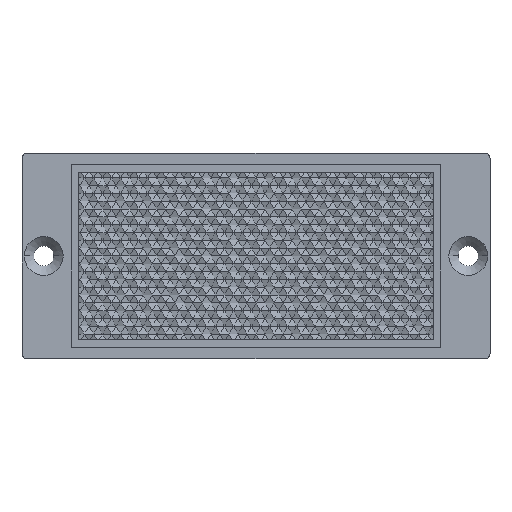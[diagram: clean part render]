
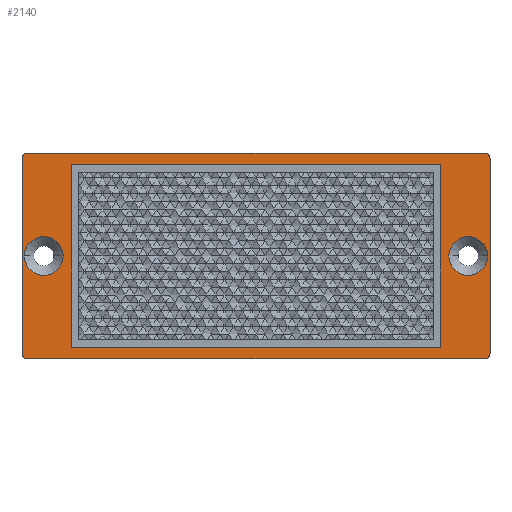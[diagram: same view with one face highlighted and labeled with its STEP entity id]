
A CAD part, top view. The second image highlights one B-rep face of the part: STEP entity #2140.
In plain terms, the highlighted planar face has unit normal (0, 0, 1).
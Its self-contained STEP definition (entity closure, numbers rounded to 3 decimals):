
#750=CARTESIAN_POINT('',(0.,0.,-1.97));
#760=DIRECTION('',(0.,0.,1.));
#770=DIRECTION('',(1.,0.,0.));
#780=AXIS2_PLACEMENT_3D('',#750,#760,#770);
#790=PLANE('',#780);
#800=CARTESIAN_POINT('',(0.,-24.5,-1.97));
#810=DIRECTION('',(-1.,0.,0.));
#820=VECTOR('',#810,1.);
#830=LINE('',#800,#820);
#840=CARTESIAN_POINT('',(49.68,-24.5,-1.97));
#850=VERTEX_POINT('',#840);
#860=CARTESIAN_POINT('',(-49.68,-24.5,-1.97));
#870=VERTEX_POINT('',#860);
#880=EDGE_CURVE('',#850,#870,#830,.T.);
#890=ORIENTED_EDGE('',*,*,#880,.T.);
#900=CARTESIAN_POINT('',(49.68,0.,-1.97));
#910=DIRECTION('',(0.,-1.,0.));
#920=VECTOR('',#910,1.);
#930=LINE('',#900,#920);
#940=CARTESIAN_POINT('',(49.68,24.5,-1.97));
#950=VERTEX_POINT('',#940);
#960=EDGE_CURVE('',#950,#850,#930,.T.);
#970=ORIENTED_EDGE('',*,*,#960,.T.);
#980=CARTESIAN_POINT('',(0.,24.5,-1.97));
#990=DIRECTION('',(1.,0.,0.));
#1000=VECTOR('',#990,1.);
#1010=LINE('',#980,#1000);
#1020=CARTESIAN_POINT('',(-49.68,24.5,-1.97));
#1030=VERTEX_POINT('',#1020);
#1040=EDGE_CURVE('',#1030,#950,#1010,.T.);
#1050=ORIENTED_EDGE('',*,*,#1040,.T.);
#1060=CARTESIAN_POINT('',(-49.68,0.,-1.97));
#1070=DIRECTION('',(0.,1.,0.));
#1080=VECTOR('',#1070,1.);
#1090=LINE('',#1060,#1080);
#1100=EDGE_CURVE('',#870,#1030,#1090,.T.);
#1110=ORIENTED_EDGE('',*,*,#1100,.T.);
#1120=EDGE_LOOP('',(#1110,#1050,#970,#890));
#1130=FACE_BOUND('',#1120,.T.);
#1140=CARTESIAN_POINT('',(57.,0.,-1.97));
#1150=DIRECTION('',(0.,0.,1.));
#1160=DIRECTION('',(1.,0.,0.));
#1170=AXIS2_PLACEMENT_3D('',#1140,#1150,#1160);
#1180=CIRCLE('',#1170,5.2);
#1190=CARTESIAN_POINT('',(62.2,0.,-1.97));
#1200=VERTEX_POINT('',#1190);
#1210=CARTESIAN_POINT('',(51.8,0.,-1.97));
#1220=VERTEX_POINT('',#1210);
#1230=EDGE_CURVE('',#1200,#1220,#1180,.T.);
#1240=ORIENTED_EDGE('',*,*,#1230,.F.);
#1250=EDGE_CURVE('',#1220,#1200,#1180,.T.);
#1260=ORIENTED_EDGE('',*,*,#1250,.F.);
#1270=EDGE_LOOP('',(#1260,#1240));
#1280=FACE_BOUND('',#1270,.T.);
#1290=CARTESIAN_POINT('',(-57.,0.,-1.97));
#1300=DIRECTION('',(0.,0.,1.));
#1310=DIRECTION('',(1.,0.,0.));
#1320=AXIS2_PLACEMENT_3D('',#1290,#1300,#1310);
#1330=CIRCLE('',#1320,5.2);
#1340=CARTESIAN_POINT('',(-51.8,0.,-1.97));
#1350=VERTEX_POINT('',#1340);
#1360=CARTESIAN_POINT('',(-62.2,0.,-1.97));
#1370=VERTEX_POINT('',#1360);
#1380=EDGE_CURVE('',#1350,#1370,#1330,.T.);
#1390=ORIENTED_EDGE('',*,*,#1380,.F.);
#1400=EDGE_CURVE('',#1370,#1350,#1330,.T.);
#1410=ORIENTED_EDGE('',*,*,#1400,.F.);
#1420=EDGE_LOOP('',(#1410,#1390));
#1430=FACE_BOUND('',#1420,.T.);
#1440=CARTESIAN_POINT('',(61.34,-26.15,-1.97));
#1450=DIRECTION('',(0.,0.,1.));
#1460=DIRECTION('',(1.,0.,0.));
#1470=AXIS2_PLACEMENT_3D('',#1440,#1450,#1460);
#1480=CIRCLE('',#1470,1.5);
#1490=CARTESIAN_POINT('',(61.34,-27.65,-1.97));
#1500=VERTEX_POINT('',#1490);
#1510=CARTESIAN_POINT('',(62.84,-26.15,-1.97));
#1520=VERTEX_POINT('',#1510);
#1530=EDGE_CURVE('',#1500,#1520,#1480,.T.);
#1540=ORIENTED_EDGE('',*,*,#1530,.T.);
#1550=CARTESIAN_POINT('',(0.,-27.65,-1.97));
#1560=DIRECTION('',(-1.,0.,0.));
#1570=VECTOR('',#1560,1.);
#1580=LINE('',#1550,#1570);
#1590=CARTESIAN_POINT('',(-61.34,-27.65,-1.97));
#1600=VERTEX_POINT('',#1590);
#1610=EDGE_CURVE('',#1500,#1600,#1580,.T.);
#1620=ORIENTED_EDGE('',*,*,#1610,.F.);
#1630=CARTESIAN_POINT('',(-61.34,-26.15,-1.97));
#1640=DIRECTION('',(0.,0.,1.));
#1650=DIRECTION('',(1.,0.,0.));
#1660=AXIS2_PLACEMENT_3D('',#1630,#1640,#1650);
#1670=CIRCLE('',#1660,1.5);
#1680=CARTESIAN_POINT('',(-62.84,-26.15,-1.97));
#1690=VERTEX_POINT('',#1680);
#1700=EDGE_CURVE('',#1690,#1600,#1670,.T.);
#1710=ORIENTED_EDGE('',*,*,#1700,.T.);
#1720=CARTESIAN_POINT('',(-62.84,0.,-1.97));
#1730=DIRECTION('',(0.,1.,0.));
#1740=VECTOR('',#1730,1.);
#1750=LINE('',#1720,#1740);
#1760=CARTESIAN_POINT('',(-62.84,26.15,-1.97));
#1770=VERTEX_POINT('',#1760);
#1780=EDGE_CURVE('',#1690,#1770,#1750,.T.);
#1790=ORIENTED_EDGE('',*,*,#1780,.F.);
#1800=CARTESIAN_POINT('',(-61.34,26.15,-1.97));
#1810=DIRECTION('',(0.,0.,-1.));
#1820=DIRECTION('',(-1.,0.,0.));
#1830=AXIS2_PLACEMENT_3D('',#1800,#1810,#1820);
#1840=CIRCLE('',#1830,1.5);
#1850=CARTESIAN_POINT('',(-61.34,27.65,-1.97));
#1860=VERTEX_POINT('',#1850);
#1870=EDGE_CURVE('',#1770,#1860,#1840,.T.);
#1880=ORIENTED_EDGE('',*,*,#1870,.F.);
#1890=CARTESIAN_POINT('',(0.,27.65,-1.97));
#1900=DIRECTION('',(1.,0.,0.));
#1910=VECTOR('',#1900,1.);
#1920=LINE('',#1890,#1910);
#1930=CARTESIAN_POINT('',(61.34,27.65,-1.97));
#1940=VERTEX_POINT('',#1930);
#1950=EDGE_CURVE('',#1860,#1940,#1920,.T.);
#1960=ORIENTED_EDGE('',*,*,#1950,.F.);
#1970=CARTESIAN_POINT('',(61.34,26.15,-1.97));
#1980=DIRECTION('',(0.,0.,1.));
#1990=DIRECTION('',(1.,0.,0.));
#2000=AXIS2_PLACEMENT_3D('',#1970,#1980,#1990);
#2010=CIRCLE('',#2000,1.5);
#2020=CARTESIAN_POINT('',(62.84,26.15,-1.97));
#2030=VERTEX_POINT('',#2020);
#2040=EDGE_CURVE('',#2030,#1940,#2010,.T.);
#2050=ORIENTED_EDGE('',*,*,#2040,.T.);
#2060=CARTESIAN_POINT('',(62.84,0.,-1.97));
#2070=DIRECTION('',(0.,-1.,0.));
#2080=VECTOR('',#2070,1.);
#2090=LINE('',#2060,#2080);
#2100=EDGE_CURVE('',#2030,#1520,#2090,.T.);
#2110=ORIENTED_EDGE('',*,*,#2100,.F.);
#2120=EDGE_LOOP('',(#2110,#2050,#1960,#1880,#1790,#1710,#1620,#1540));
#2130=FACE_OUTER_BOUND('',#2120,.T.);
#2140=ADVANCED_FACE('',(#1130,#1280,#1430,#2130),#790,.T.);
